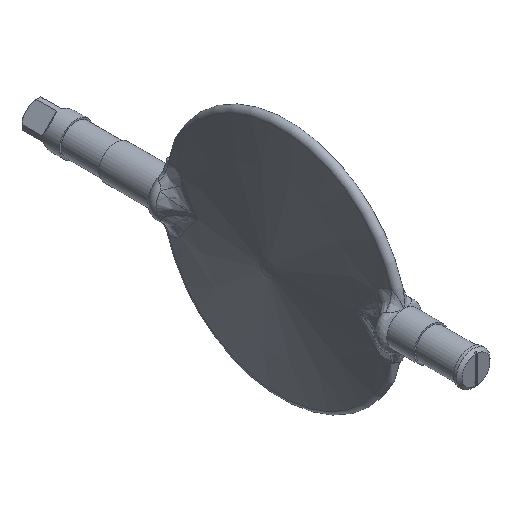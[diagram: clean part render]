
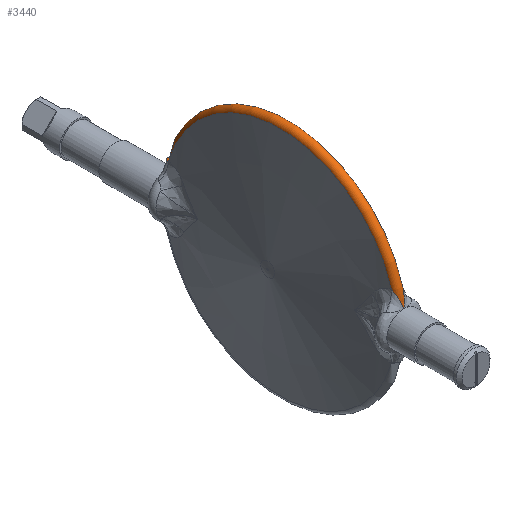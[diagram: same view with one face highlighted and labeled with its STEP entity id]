
A CAD part, isometric view. The second image highlights one B-rep face of the part: STEP entity #3440.
In plain terms, the highlighted toroidal (fillet/blend) face has major radius 60 mm and minor radius 2.5 mm.
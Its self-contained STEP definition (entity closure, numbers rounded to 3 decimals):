
#521=CARTESIAN_POINT('',(2.485,57.94,16.625));
#522=VERTEX_POINT('',#521);
#538=CARTESIAN_POINT('',(2.485,-57.94,16.625));
#539=VERTEX_POINT('',#538);
#540=CARTESIAN_POINT('',(2.485,0.,0.0));
#541=DIRECTION('',(1.0,0.0,0.0));
#542=DIRECTION('',(0.0,1.0,0.0));
#543=AXIS2_PLACEMENT_3D('',#540,#541,#542);
#544=CIRCLE('',#543,60.278);
#545=EDGE_CURVE('',#522,#539,#544,.T.);
#672=CARTESIAN_POINT('',(-2.485,-57.94,16.625));
#673=VERTEX_POINT('',#672);
#687=CARTESIAN_POINT('',(-2.485,57.94,16.625));
#688=VERTEX_POINT('',#687);
#689=CARTESIAN_POINT('',(-2.485,0.,0.0));
#690=DIRECTION('',(1.0,0.0,0.0));
#691=DIRECTION('',(0.0,1.0,0.0));
#692=AXIS2_PLACEMENT_3D('',#689,#690,#691);
#693=CIRCLE('',#692,60.278);
#694=EDGE_CURVE('',#688,#673,#693,.T.);
#972=CARTESIAN_POINT('',(0.081,-61.883,8.75));
#973=VERTEX_POINT('',#972);
#983=CARTESIAN_POINT('',(-0.081,-61.883,8.75));
#984=VERTEX_POINT('',#983);
#985=CARTESIAN_POINT('',(-0.081,-61.883,8.75));
#986=CARTESIAN_POINT('',(-0.027,-61.885,8.75));
#987=CARTESIAN_POINT('',(0.027,-61.885,8.75));
#988=CARTESIAN_POINT('',(0.081,-61.883,8.75));
#989=B_SPLINE_CURVE_WITH_KNOTS('',3,(#985,#986,#987,#988),.UNSPECIFIED.,.F.,.U.,(4,4),(-0.372,-0.356),.UNSPECIFIED.);
#990=EDGE_CURVE('',#984,#973,#989,.T.);
#1913=CARTESIAN_POINT('',(0.081,61.883,8.75));
#1914=VERTEX_POINT('',#1913);
#1915=CARTESIAN_POINT('',(-0.081,61.883,8.75));
#1916=VERTEX_POINT('',#1915);
#1917=CARTESIAN_POINT('',(0.081,61.883,8.75));
#1918=CARTESIAN_POINT('',(0.054,61.884,8.75));
#1919=CARTESIAN_POINT('',(0.027,61.884,8.75));
#1920=CARTESIAN_POINT('',(0.,61.884,8.75));
#1921=CARTESIAN_POINT('',(-0.027,61.884,8.75));
#1922=CARTESIAN_POINT('',(-0.054,61.884,8.75));
#1923=CARTESIAN_POINT('',(-0.081,61.883,8.75));
#1924=B_SPLINE_CURVE_WITH_KNOTS('',3,(#1917,#1918,#1919,#1920,#1921,#1922,#1923),.UNSPECIFIED.,.F.,.U.,(4,3,4),(-0.008,0.0,0.008),.UNSPECIFIED.);
#1925=EDGE_CURVE('',#1914,#1916,#1924,.T.);
#2605=CARTESIAN_POINT('',(0.081,61.883,8.75));
#2606=CARTESIAN_POINT('',(0.22,61.796,9.333));
#2607=CARTESIAN_POINT('',(0.512,61.588,10.447));
#2608=CARTESIAN_POINT('',(0.959,61.179,11.929));
#2609=CARTESIAN_POINT('',(1.4,60.664,13.261));
#2610=CARTESIAN_POINT('',(1.699,60.213,14.121));
#2611=CARTESIAN_POINT('',(1.878,59.889,14.639));
#2612=CARTESIAN_POINT('',(2.106,59.443,15.301));
#2613=CARTESIAN_POINT('',(2.355,58.787,16.048));
#2614=CARTESIAN_POINT('',(2.463,58.175,16.493));
#2615=CARTESIAN_POINT('',(2.485,57.94,16.625));
#2616=B_SPLINE_CURVE_WITH_KNOTS('',3,(#2605,#2606,#2607,#2608,#2609,#2610,#2611,#2612,#2613,#2614,#2615),.UNSPECIFIED.,.F.,.U.,(4,1,1,1,1,1,1,1,4),(-2.043,-1.751,-1.459,-1.167,-0.876,-0.803,-0.73,-0.292,0.),.UNSPECIFIED.);
#2617=EDGE_CURVE('',#1914,#522,#2616,.T.);
#3341=CARTESIAN_POINT('',(-0.081,-61.883,8.75));
#3342=CARTESIAN_POINT('',(-0.185,-61.818,9.187));
#3343=CARTESIAN_POINT('',(-0.329,-61.718,9.75));
#3344=CARTESIAN_POINT('',(-0.55,-61.544,10.551));
#3345=CARTESIAN_POINT('',(-0.736,-61.383,11.189));
#3346=CARTESIAN_POINT('',(-1.032,-61.094,12.149));
#3347=CARTESIAN_POINT('',(-1.326,-60.75,13.039));
#3348=CARTESIAN_POINT('',(-1.599,-60.363,13.835));
#3349=CARTESIAN_POINT('',(-1.853,-59.952,14.568));
#3350=CARTESIAN_POINT('',(-2.134,-59.384,15.379));
#3351=CARTESIAN_POINT('',(-2.315,-58.845,15.946));
#3352=CARTESIAN_POINT('',(-2.395,-58.51,16.231));
#3353=CARTESIAN_POINT('',(-2.42,-58.389,16.326));
#3354=CARTESIAN_POINT('',(-2.443,-58.268,16.417));
#3355=CARTESIAN_POINT('',(-2.461,-58.147,16.5));
#3356=CARTESIAN_POINT('',(-2.474,-58.043,16.565));
#3357=CARTESIAN_POINT('',(-2.48,-57.991,16.595));
#3358=CARTESIAN_POINT('',(-2.482,-57.962,16.613));
#3359=CARTESIAN_POINT('',(-2.484,-57.947,16.621));
#3360=CARTESIAN_POINT('',(-2.485,-57.94,16.625));
#3361=B_SPLINE_CURVE_WITH_KNOTS('',3,(#3341,#3342,#3343,#3344,#3345,#3346,#3347,#3348,#3349,#3350,#3351,#3352,#3353,#3354,#3355,#3356,#3357,#3358,#3359,#3360),.UNSPECIFIED.,.F.,.U.,(4,1,1,1,1,1,1,1,1,1,1,1,1,1,1,1,1,4),(-2.043,-1.824,-1.751,-1.605,-1.459,-1.167,-1.021,-0.876,-0.584,-0.292,-0.219,-0.182,-0.146,-0.073,-0.036,-0.018,-0.009,0.),.UNSPECIFIED.);
#3362=EDGE_CURVE('',#984,#673,#3361,.T.);
#3391=CARTESIAN_POINT('',(0.,0.0,0.0));
#3392=DIRECTION('',(1.0,0.,0.0));
#3393=DIRECTION('',(0.0,0.0,-1.0));
#3394=AXIS2_PLACEMENT_3D('',#3391,#3392,#3393);
#3395=TOROIDAL_SURFACE('',#3394,60.0,2.5);
#3396=ORIENTED_EDGE('',*,*,#1925,.T.);
#3397=CARTESIAN_POINT('',(-2.485,57.94,16.625));
#3398=CARTESIAN_POINT('',(-2.483,57.954,16.617));
#3399=CARTESIAN_POINT('',(-2.48,57.984,16.6));
#3400=CARTESIAN_POINT('',(-2.474,58.043,16.565));
#3401=CARTESIAN_POINT('',(-2.461,58.147,16.5));
#3402=CARTESIAN_POINT('',(-2.438,58.298,16.396));
#3403=CARTESIAN_POINT('',(-2.402,58.48,16.257));
#3404=CARTESIAN_POINT('',(-2.316,58.845,15.946));
#3405=CARTESIAN_POINT('',(-2.134,59.384,15.378));
#3406=CARTESIAN_POINT('',(-1.797,60.065,14.406));
#3407=CARTESIAN_POINT('',(-1.516,60.488,13.596));
#3408=CARTESIAN_POINT('',(-1.305,60.765,12.97));
#3409=CARTESIAN_POINT('',(-1.197,60.898,12.646));
#3410=CARTESIAN_POINT('',(-1.069,61.044,12.252));
#3411=CARTESIAN_POINT('',(-0.848,61.281,11.559));
#3412=CARTESIAN_POINT('',(-0.512,61.588,10.447));
#3413=CARTESIAN_POINT('',(-0.22,61.796,9.333));
#3414=CARTESIAN_POINT('',(-0.081,61.883,8.75));
#3415=B_SPLINE_CURVE_WITH_KNOTS('',3,(#3397,#3398,#3399,#3400,#3401,#3402,#3403,#3404,#3405,#3406,#3407,#3408,#3409,#3410,#3411,#3412,#3413,#3414),.UNSPECIFIED.,.F.,.U.,(4,1,1,1,1,1,1,1,1,1,1,1,1,1,1,4),(-2.098,-2.08,-2.062,-2.025,-1.952,-1.879,-1.806,-1.514,-1.223,-0.931,-0.894,-0.785,-0.712,-0.639,-0.347,-0.055),.UNSPECIFIED.);
#3416=EDGE_CURVE('',#688,#1916,#3415,.T.);
#3417=ORIENTED_EDGE('',*,*,#3416,.F.);
#3418=ORIENTED_EDGE('',*,*,#694,.T.);
#3419=ORIENTED_EDGE('',*,*,#3362,.F.);
#3420=ORIENTED_EDGE('',*,*,#990,.T.);
#3421=CARTESIAN_POINT('',(2.485,-57.94,16.625));
#3422=CARTESIAN_POINT('',(2.463,-58.175,16.493));
#3423=CARTESIAN_POINT('',(2.398,-58.542,16.226));
#3424=CARTESIAN_POINT('',(2.255,-59.025,15.756));
#3425=CARTESIAN_POINT('',(2.078,-59.497,15.217));
#3426=CARTESIAN_POINT('',(1.798,-60.064,14.406));
#3427=CARTESIAN_POINT('',(1.4,-60.664,13.262));
#3428=CARTESIAN_POINT('',(1.032,-61.094,12.149));
#3429=CARTESIAN_POINT('',(0.736,-61.383,11.189));
#3430=CARTESIAN_POINT('',(0.439,-61.641,10.167));
#3431=CARTESIAN_POINT('',(0.22,-61.796,9.333));
#3432=CARTESIAN_POINT('',(0.081,-61.883,8.75));
#3433=B_SPLINE_CURVE_WITH_KNOTS('',3,(#3421,#3422,#3423,#3424,#3425,#3426,#3427,#3428,#3429,#3430,#3431,#3432),.UNSPECIFIED.,.F.,.U.,(4,1,1,1,1,1,1,1,1,4),(-2.098,-1.806,-1.66,-1.514,-1.223,-0.931,-0.639,-0.493,-0.347,-0.055),.UNSPECIFIED.);
#3434=EDGE_CURVE('',#539,#973,#3433,.T.);
#3435=ORIENTED_EDGE('',*,*,#3434,.F.);
#3436=ORIENTED_EDGE('',*,*,#545,.F.);
#3437=ORIENTED_EDGE('',*,*,#2617,.F.);
#3438=EDGE_LOOP('',(#3396,#3417,#3418,#3419,#3420,#3435,#3436,#3437));
#3439=FACE_OUTER_BOUND('',#3438,.T.);
#3440=ADVANCED_FACE('',(#3439),#3395,.T.);
